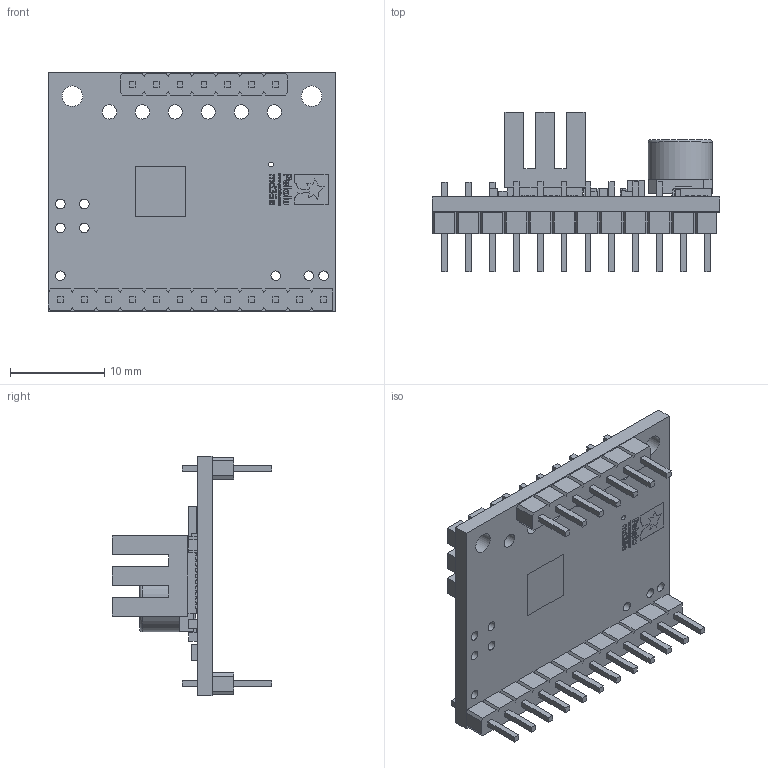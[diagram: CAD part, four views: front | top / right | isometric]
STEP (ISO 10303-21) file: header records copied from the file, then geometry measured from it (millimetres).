
FILE_DESCRIPTION(/* description */ (''),/* implementation_level */ '2;1');
FILE_NAME(/* name */ 'TB67H420FTG DualSingle Motor Driver Carrier.step',/* time_stamp */ '2023-08-18T23:27:54-07:00',/* author */ (''),/* organization */ (''),/* preprocessor_version */ 'ST-DEVELOPER v20',/* originating_system */ 'Autodesk Translation Framework v12.9.0.99',/* authorisation */ '');
FILE_SCHEMA (('AUTOMOTIVE_DESIGN { 1 0 10303 214 3 1 1 }'));
Length unit declared in the file: millimetre
Products named in the file (2): GV3 - pololu 25D; Line PCB
Assembly tree (1 placements, depth 2):
  GV3 - pololu 25D
    Line PCB
Bounding box: 30.48 x 16.9 x 25.4 mm (x, y, z)
Volume: 2130.7 mm3; surface area: 3780.8 mm2
Topology: 4 solids, 4 shells, 1230 faces, 3480 edges, 2298 vertices
Faces by surface type: plane 975, bspline 163, cylinder 91, torus 1
Full cylindrical faces by diameter (mm): 0.508 x1, 1.016 x27, 1.524 x6, 2.184 x2, 6.8 x1
Entity records: 46082 total; most frequent: CARTESIAN_POINT 13802, ORIENTED_EDGE 6960, DIRECTION 5469, EDGE_CURVE 3480, LINE 2931, VECTOR 2931, VERTEX_POINT 2298, EDGE_LOOP 1440
